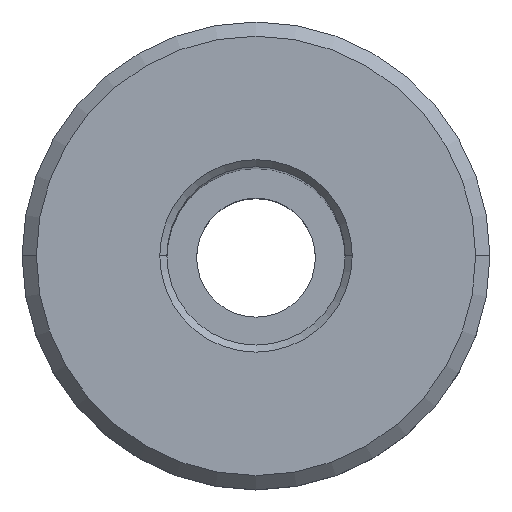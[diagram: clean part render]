
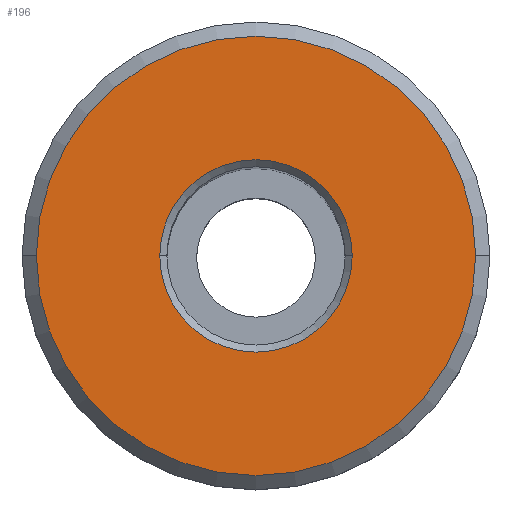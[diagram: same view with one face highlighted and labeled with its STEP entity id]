
A CAD part, top view. The second image highlights one B-rep face of the part: STEP entity #196.
In plain terms, the highlighted planar face has unit normal (0, 0, 1).
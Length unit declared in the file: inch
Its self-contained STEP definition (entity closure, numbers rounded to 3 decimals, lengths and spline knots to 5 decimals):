
#4 = DIRECTION ( 'NONE',  ( -1., 0., 0. ) ) ;
#67 = CARTESIAN_POINT ( 'NONE',  ( -0.46213, 0., 0. ) ) ;
#76 = PLANE ( 'NONE',  #413 ) ;
#112 = ORIENTED_EDGE ( 'NONE', *, *, #603, .T. ) ;
#120 = VERTEX_POINT ( 'NONE', #67 ) ;
#150 = CIRCLE ( 'NONE', #324, 0.2025 ) ;
#160 = EDGE_CURVE ( 'NONE', #120, #452, #827, .T. ) ;
#185 = CIRCLE ( 'NONE', #947, 0.46213 ) ;
#196 = ADVANCED_FACE ( 'NONE', ( #753, #250 ), #76, .F. ) ;
#202 = AXIS2_PLACEMENT_3D ( 'NONE', #226, #1050, #797 ) ;
#205 = DIRECTION ( 'NONE',  ( -1., 0., 0. ) ) ;
#226 = CARTESIAN_POINT ( 'NONE',  ( 0., 0., 0. ) ) ;
#240 = CIRCLE ( 'NONE', #304, 0.2025 ) ;
#243 = VERTEX_POINT ( 'NONE', #993 ) ;
#250 = FACE_BOUND ( 'NONE', #883, .T. ) ;
#251 = DIRECTION ( 'NONE',  ( 0., 0., 1. ) ) ;
#304 = AXIS2_PLACEMENT_3D ( 'NONE', #431, #850, #205 ) ;
#324 = AXIS2_PLACEMENT_3D ( 'NONE', #423, #737, #4 ) ;
#379 = CARTESIAN_POINT ( 'NONE',  ( -0.2025, 0., 0. ) ) ;
#398 = EDGE_LOOP ( 'NONE', ( #1069, #851 ) ) ;
#413 = AXIS2_PLACEMENT_3D ( 'NONE', #836, #587, #1075 ) ;
#423 = CARTESIAN_POINT ( 'NONE',  ( 0., 0., 0. ) ) ;
#431 = CARTESIAN_POINT ( 'NONE',  ( 0., 0., 0. ) ) ;
#452 = VERTEX_POINT ( 'NONE', #636 ) ;
#585 = EDGE_CURVE ( 'NONE', #452, #120, #185, .T. ) ;
#587 = DIRECTION ( 'NONE',  ( 0., 0., -1. ) ) ;
#603 = EDGE_CURVE ( 'NONE', #898, #243, #150, .T. ) ;
#636 = CARTESIAN_POINT ( 'NONE',  ( 0.46213, 0., 0. ) ) ;
#665 = CARTESIAN_POINT ( 'NONE',  ( 0., 0., 0. ) ) ;
#672 = EDGE_CURVE ( 'NONE', #243, #898, #240, .T. ) ;
#732 = ORIENTED_EDGE ( 'NONE', *, *, #672, .T. ) ;
#737 = DIRECTION ( 'NONE',  ( 0., 0., -1. ) ) ;
#743 = DIRECTION ( 'NONE',  ( -1., 0., 0. ) ) ;
#753 = FACE_OUTER_BOUND ( 'NONE', #398, .T. ) ;
#797 = DIRECTION ( 'NONE',  ( -1., 0., 0. ) ) ;
#827 = CIRCLE ( 'NONE', #202, 0.46213 ) ;
#836 = CARTESIAN_POINT ( 'NONE',  ( 0., 0.49213, 0. ) ) ;
#850 = DIRECTION ( 'NONE',  ( 0., 0., -1. ) ) ;
#851 = ORIENTED_EDGE ( 'NONE', *, *, #585, .T. ) ;
#883 = EDGE_LOOP ( 'NONE', ( #732, #112 ) ) ;
#898 = VERTEX_POINT ( 'NONE', #379 ) ;
#947 = AXIS2_PLACEMENT_3D ( 'NONE', #665, #251, #743 ) ;
#993 = CARTESIAN_POINT ( 'NONE',  ( 0.2025, 0., 0. ) ) ;
#1050 = DIRECTION ( 'NONE',  ( 0., 0., 1. ) ) ;
#1069 = ORIENTED_EDGE ( 'NONE', *, *, #160, .T. ) ;
#1075 = DIRECTION ( 'NONE',  ( -1., 0., 0. ) ) ;
